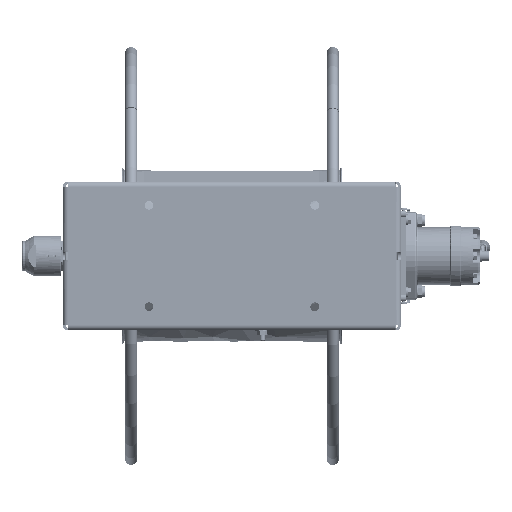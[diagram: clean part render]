
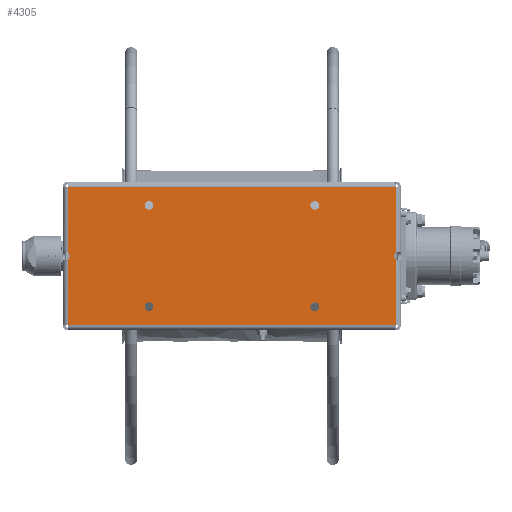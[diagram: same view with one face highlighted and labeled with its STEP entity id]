
A CAD part, front view. The second image highlights one B-rep face of the part: STEP entity #4305.
In plain terms, the highlighted planar face has unit normal (0, -1, 0).
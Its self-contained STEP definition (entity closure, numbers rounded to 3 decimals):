
#171=DIRECTION('',(0.,0.,-1.));
#172=VECTOR('',#171,97.021);
#173=CARTESIAN_POINT('',(242.,0.,102.));
#174=LINE('',#173,#172);
#232=DIRECTION('',(0.,0.,-1.));
#233=VECTOR('',#232,97.021);
#234=CARTESIAN_POINT('',(242.,0.,-4.979));
#235=LINE('',#234,#233);
#469=CARTESIAN_POINT('',(-246.178,0.,0.));
#470=DIRECTION('',(0.,1.,0.));
#471=DIRECTION('',(0.643,0.,0.766));
#472=AXIS2_PLACEMENT_3D('',#469,#470,#471);
#477=DIRECTION('',(1.,0.,0.));
#478=VECTOR('',#477,0.354);
#479=CARTESIAN_POINT('',(-242.,0.,102.));
#480=LINE('',#479,#478);
#484=DIRECTION('',(-1.,0.,0.));
#485=VECTOR('',#484,0.354);
#486=CARTESIAN_POINT('',(242.,0.,102.));
#487=LINE('',#486,#485);
#491=CARTESIAN_POINT('',(246.178,0.,0.));
#492=DIRECTION('',(0.,1.,0.));
#493=DIRECTION('',(-1.,0.,0.));
#494=AXIS2_PLACEMENT_3D('',#491,#492,#493);
#499=CARTESIAN_POINT('',(246.178,0.,0.));
#500=DIRECTION('',(0.,1.,0.));
#501=DIRECTION('',(-0.643,0.,-0.766));
#502=AXIS2_PLACEMENT_3D('',#499,#500,#501);
#507=DIRECTION('',(-1.,0.,0.));
#508=VECTOR('',#507,0.354);
#509=CARTESIAN_POINT('',(242.,0.,-102.));
#510=LINE('',#509,#508);
#514=DIRECTION('',(1.,0.,0.));
#515=VECTOR('',#514,0.354);
#516=CARTESIAN_POINT('',(-242.,0.,-102.));
#517=LINE('',#516,#515);
#521=CARTESIAN_POINT('',(-246.178,0.,0.));
#522=DIRECTION('',(0.,1.,0.));
#523=DIRECTION('',(1.,0.,0.));
#524=AXIS2_PLACEMENT_3D('',#521,#522,#523);
#529=CARTESIAN_POINT('',(-122.5,0.,-75.));
#530=DIRECTION('',(0.,1.,0.));
#531=DIRECTION('',(-1.,0.,0.));
#532=AXIS2_PLACEMENT_3D('',#529,#530,#531);
#537=CARTESIAN_POINT('',(-122.5,0.,-75.));
#538=DIRECTION('',(0.,1.,0.));
#539=DIRECTION('',(1.,0.,0.));
#540=AXIS2_PLACEMENT_3D('',#537,#538,#539);
#545=CARTESIAN_POINT('',(-122.5,0.,75.));
#546=DIRECTION('',(0.,1.,0.));
#547=DIRECTION('',(-1.,0.,0.));
#548=AXIS2_PLACEMENT_3D('',#545,#546,#547);
#553=CARTESIAN_POINT('',(-122.5,0.,75.));
#554=DIRECTION('',(0.,1.,0.));
#555=DIRECTION('',(1.,0.,0.));
#556=AXIS2_PLACEMENT_3D('',#553,#554,#555);
#561=CARTESIAN_POINT('',(122.5,0.,-75.));
#562=DIRECTION('',(0.,1.,0.));
#563=DIRECTION('',(-1.,0.,0.));
#564=AXIS2_PLACEMENT_3D('',#561,#562,#563);
#569=CARTESIAN_POINT('',(122.5,0.,-75.));
#570=DIRECTION('',(0.,1.,0.));
#571=DIRECTION('',(1.,0.,0.));
#572=AXIS2_PLACEMENT_3D('',#569,#570,#571);
#577=CARTESIAN_POINT('',(122.5,0.,75.));
#578=DIRECTION('',(0.,1.,0.));
#579=DIRECTION('',(-1.,0.,0.));
#580=AXIS2_PLACEMENT_3D('',#577,#578,#579);
#585=CARTESIAN_POINT('',(122.5,0.,75.));
#586=DIRECTION('',(0.,1.,0.));
#587=DIRECTION('',(1.,0.,0.));
#588=AXIS2_PLACEMENT_3D('',#585,#586,#587);
#631=DIRECTION('',(0.,0.,-1.));
#632=VECTOR('',#631,97.021);
#633=CARTESIAN_POINT('',(-242.,0.,102.));
#634=LINE('',#633,#632);
#661=DIRECTION('',(0.,0.,-1.));
#662=VECTOR('',#661,97.021);
#663=CARTESIAN_POINT('',(-242.,0.,-4.979));
#664=LINE('',#663,#662);
#1641=DIRECTION('',(-1.,0.,0.));
#1642=VECTOR('',#1641,483.293);
#1643=CARTESIAN_POINT('',(241.646,0.,-102.));
#1644=LINE('',#1643,#1642);
#2681=DIRECTION('',(1.,0.,0.));
#2682=VECTOR('',#2681,483.293);
#2683=CARTESIAN_POINT('',(-241.646,0.,102.));
#2684=LINE('',#2683,#2682);
#3412=CARTESIAN_POINT('',(-242.,0.,-102.));
#3413=CARTESIAN_POINT('',(-241.646,0.,-102.));
#3414=VERTEX_POINT('',#3412);
#3415=VERTEX_POINT('',#3413);
#3416=CARTESIAN_POINT('',(-242.,0.,102.));
#3417=CARTESIAN_POINT('',(-241.646,0.,102.));
#3418=VERTEX_POINT('',#3416);
#3419=VERTEX_POINT('',#3417);
#3420=CARTESIAN_POINT('',(242.,0.,-102.));
#3421=CARTESIAN_POINT('',(241.646,0.,-102.));
#3422=VERTEX_POINT('',#3420);
#3423=VERTEX_POINT('',#3421);
#3424=CARTESIAN_POINT('',(242.,0.,102.));
#3425=CARTESIAN_POINT('',(241.646,0.,102.));
#3426=VERTEX_POINT('',#3424);
#3427=VERTEX_POINT('',#3425);
#3474=CARTESIAN_POINT('',(-242.,0.,4.979));
#3475=CARTESIAN_POINT('',(-239.678,0.,0.));
#3476=VERTEX_POINT('',#3474);
#3477=VERTEX_POINT('',#3475);
#3478=CARTESIAN_POINT('',(-242.,0.,-4.979));
#3479=VERTEX_POINT('',#3478);
#3480=CARTESIAN_POINT('',(239.678,0.,0.));
#3481=CARTESIAN_POINT('',(242.,0.,4.979));
#3482=VERTEX_POINT('',#3480);
#3483=VERTEX_POINT('',#3481);
#3484=CARTESIAN_POINT('',(242.,0.,-4.979));
#3485=VERTEX_POINT('',#3484);
#3596=CARTESIAN_POINT('',(-129.,0.,-75.));
#3597=CARTESIAN_POINT('',(-116.,0.,-75.));
#3598=VERTEX_POINT('',#3596);
#3599=VERTEX_POINT('',#3597);
#3604=CARTESIAN_POINT('',(-129.,0.,75.));
#3605=CARTESIAN_POINT('',(-116.,0.,75.));
#3606=VERTEX_POINT('',#3604);
#3607=VERTEX_POINT('',#3605);
#3608=CARTESIAN_POINT('',(116.,0.,-75.));
#3609=CARTESIAN_POINT('',(129.,0.,-75.));
#3610=VERTEX_POINT('',#3608);
#3611=VERTEX_POINT('',#3609);
#3612=CARTESIAN_POINT('',(116.,0.,75.));
#3613=CARTESIAN_POINT('',(129.,0.,75.));
#3614=VERTEX_POINT('',#3612);
#3615=VERTEX_POINT('',#3613);
#4249=CARTESIAN_POINT('',(-250.,0.,110.));
#4250=DIRECTION('',(0.,-1.,0.));
#4251=DIRECTION('',(1.,0.,0.));
#4252=AXIS2_PLACEMENT_3D('',#4249,#4250,#4251);
#4253=PLANE('',#4252);
#4254=ORIENTED_EDGE('',*,*,#4232,.F.);
#4256=ORIENTED_EDGE('',*,*,#4255,.F.);
#4258=ORIENTED_EDGE('',*,*,#4257,.T.);
#4260=ORIENTED_EDGE('',*,*,#4259,.T.);
#4262=ORIENTED_EDGE('',*,*,#4261,.F.);
#4263=ORIENTED_EDGE('',*,*,#4021,.T.);
#4265=ORIENTED_EDGE('',*,*,#4264,.F.);
#4267=ORIENTED_EDGE('',*,*,#4266,.F.);
#4268=ORIENTED_EDGE('',*,*,#4045,.T.);
#4270=ORIENTED_EDGE('',*,*,#4269,.T.);
#4272=ORIENTED_EDGE('',*,*,#4271,.T.);
#4274=ORIENTED_EDGE('',*,*,#4273,.F.);
#4276=ORIENTED_EDGE('',*,*,#4275,.F.);
#4278=ORIENTED_EDGE('',*,*,#4277,.F.);
#4279=EDGE_LOOP('',(#4254,#4256,#4258,#4260,#4262,#4263,#4265,#4267,#4268,#4270,
#4272,#4274,#4276,#4278));
#4280=FACE_OUTER_BOUND('',#4279,.F.);
#4282=ORIENTED_EDGE('',*,*,#4281,.F.);
#4284=ORIENTED_EDGE('',*,*,#4283,.F.);
#4285=EDGE_LOOP('',(#4282,#4284));
#4286=FACE_BOUND('',#4285,.F.);
#4288=ORIENTED_EDGE('',*,*,#4287,.F.);
#4290=ORIENTED_EDGE('',*,*,#4289,.F.);
#4291=EDGE_LOOP('',(#4288,#4290));
#4292=FACE_BOUND('',#4291,.F.);
#4294=ORIENTED_EDGE('',*,*,#4293,.F.);
#4296=ORIENTED_EDGE('',*,*,#4295,.F.);
#4297=EDGE_LOOP('',(#4294,#4296));
#4298=FACE_BOUND('',#4297,.F.);
#4300=ORIENTED_EDGE('',*,*,#4299,.F.);
#4302=ORIENTED_EDGE('',*,*,#4301,.F.);
#4303=EDGE_LOOP('',(#4300,#4302));
#4304=FACE_BOUND('',#4303,.F.);
#4305=ADVANCED_FACE('',(#4280,#4286,#4292,#4298,#4304),#4253,.T.);
#473=CIRCLE('',#472,6.5);
#495=CIRCLE('',#494,6.5);
#503=CIRCLE('',#502,6.5);
#525=CIRCLE('',#524,6.5);
#533=CIRCLE('',#532,6.5);
#541=CIRCLE('',#540,6.5);
#549=CIRCLE('',#548,6.5);
#557=CIRCLE('',#556,6.5);
#565=CIRCLE('',#564,6.5);
#573=CIRCLE('',#572,6.5);
#581=CIRCLE('',#580,6.5);
#589=CIRCLE('',#588,6.5);
#4021=EDGE_CURVE('',#3426,#3483,#174,.T.);
#4045=EDGE_CURVE('',#3485,#3422,#235,.T.);
#4232=EDGE_CURVE('',#3476,#3477,#473,.T.);
#4255=EDGE_CURVE('',#3418,#3476,#634,.T.);
#4257=EDGE_CURVE('',#3418,#3419,#480,.T.);
#4259=EDGE_CURVE('',#3419,#3427,#2684,.T.);
#4261=EDGE_CURVE('',#3426,#3427,#487,.T.);
#4264=EDGE_CURVE('',#3482,#3483,#495,.T.);
#4266=EDGE_CURVE('',#3485,#3482,#503,.T.);
#4269=EDGE_CURVE('',#3422,#3423,#510,.T.);
#4271=EDGE_CURVE('',#3423,#3415,#1644,.T.);
#4273=EDGE_CURVE('',#3414,#3415,#517,.T.);
#4275=EDGE_CURVE('',#3479,#3414,#664,.T.);
#4277=EDGE_CURVE('',#3477,#3479,#525,.T.);
#4281=EDGE_CURVE('',#3598,#3599,#533,.T.);
#4283=EDGE_CURVE('',#3599,#3598,#541,.T.);
#4287=EDGE_CURVE('',#3606,#3607,#549,.T.);
#4289=EDGE_CURVE('',#3607,#3606,#557,.T.);
#4293=EDGE_CURVE('',#3610,#3611,#565,.T.);
#4295=EDGE_CURVE('',#3611,#3610,#573,.T.);
#4299=EDGE_CURVE('',#3614,#3615,#581,.T.);
#4301=EDGE_CURVE('',#3615,#3614,#589,.T.);
